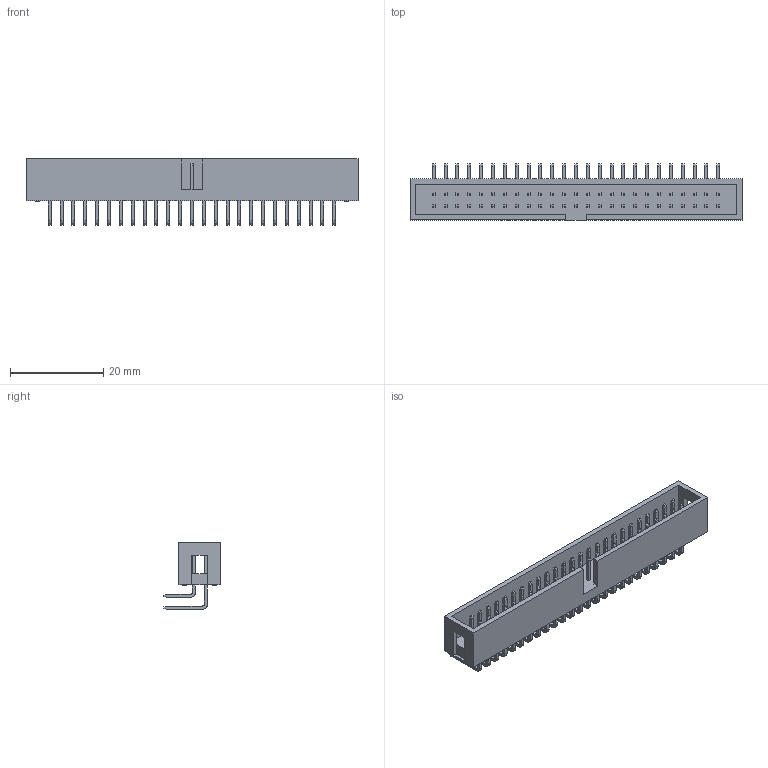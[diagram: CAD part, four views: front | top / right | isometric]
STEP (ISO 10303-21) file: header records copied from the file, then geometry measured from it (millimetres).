
FILE_DESCRIPTION(('STEP AP214'),'1');
FILE_NAME('header_awhw50a-0202-t.stp','2015-04-29T15:07:18',('TraceParts'),('TraceParts S.A.'),'XStep 1.0',' ',' ');
FILE_SCHEMA(('automotive_design'));
Length unit declared in the file: millimetre
Products named in the file (1): 1
Bounding box: 71.12 x 12.03 x 14.18 mm (x, y, z)
Volume: 2934.6 mm3; surface area: 5722.8 mm2
Topology: 1 solids, 1 shells, 942 faces, 2516 edges, 1676 vertices
Faces by surface type: plane 842, cylinder 100
Entity records: 57428 total; most frequent: CARTESIAN_POINT 5135, STYLED_ITEM 5134, PRESENTATION_STYLE_ASSIGNMENT 5134, COLOUR_RGB 5134, ORIENTED_EDGE 5032, DIRECTION 4602, EDGE_CURVE 2516, CURVE_STYLE 2516
